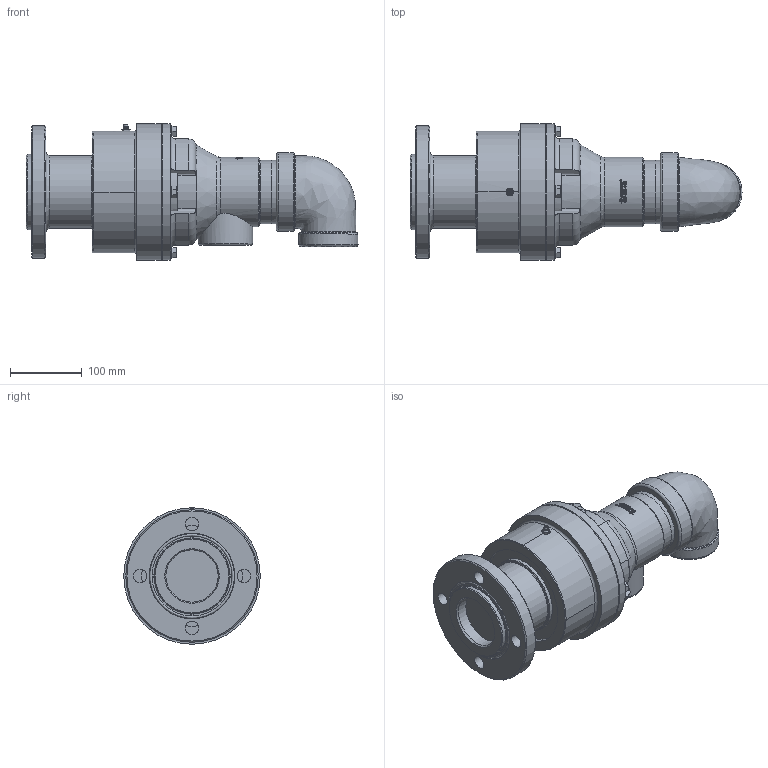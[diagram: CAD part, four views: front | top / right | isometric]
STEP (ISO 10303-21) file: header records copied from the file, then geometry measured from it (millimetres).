
FILE_DESCRIPTION(/* description */ (''),/* implementation_level */ '2;1');
FILE_NAME(/* name */ '857-002-145-IC.stp',/* time_stamp */ '2020-05-20T10:24:55-05:00',/* author */ ('dyurkovich'),/* organization */ (''),/* preprocessor_version */ 'ST-DEVELOPER v18',/* originating_system */ 'Autodesk Inventor 2020',/* authorisation */ '');
FILE_SCHEMA (('AUTOMOTIVE_DESIGN { 1 0 10303 214 3 1 1 }'));
Length unit declared in the file: millimetre
Products named in the file (1): 857-002-145-IC
Bounding box: 463.65 x 190.5 x 190.5 mm (x, y, z)
Volume: 6027837.4 mm3; surface area: 353078.8 mm2
Topology: 2 solids, 14 shells, 672 faces, 1759 edges, 1153 vertices
Faces by surface type: plane 332, bspline 131, cylinder 120, cone 56, torus 32, sphere 1
Full cylindrical faces by diameter (mm): 3 x1, 7.798 x4, 9.525 x4, 11.1 x4, 18.24 x4, 19 x4, 55.169 x1, 73.03 x1, 76.2 x1, 82.55 x1, 88.9 x1, 96.8 x3, 101.6 x1, 104.98 x1, 107.95 x1, 110 x1, 111.5 x2, 119.5 x1, 139.7 x1, 140.5 x1, 150.42 x1, 184.94 x1, 190.5 x2
Entity records: 29227 total; most frequent: CARTESIAN_POINT 12683, ORIENTED_EDGE 3510, DIRECTION 3239, EDGE_CURVE 1755, AXIS2_PLACEMENT_3D 1306, VERTEX_POINT 1153, EDGE_LOOP 746, FACE_OUTER_BOUND 672
